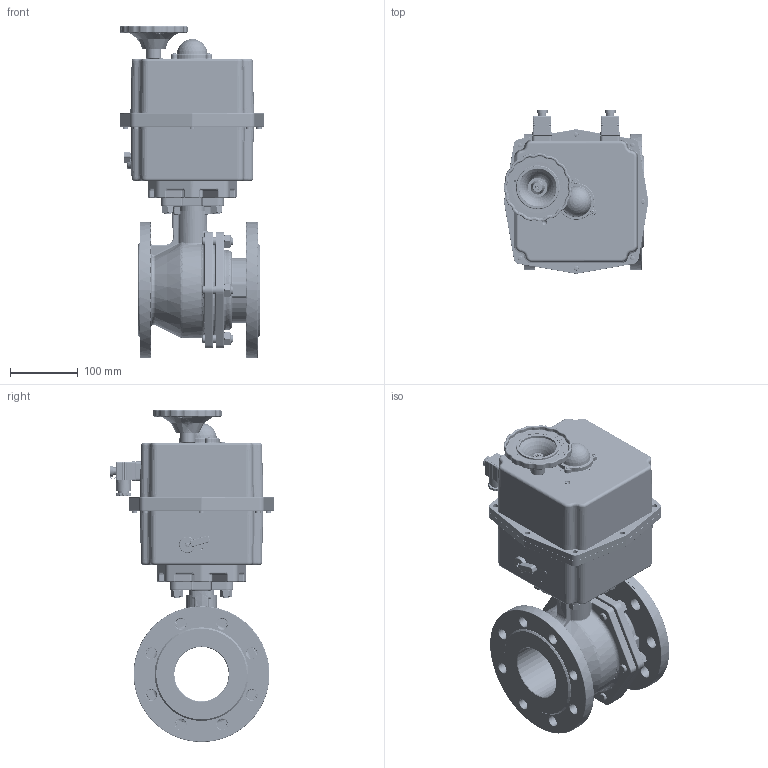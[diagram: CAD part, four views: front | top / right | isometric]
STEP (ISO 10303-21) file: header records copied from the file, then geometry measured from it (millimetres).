
FILE_DESCRIPTION(('HOOPS Exchange Step'),'2;1');
FILE_NAME('EK05_DN80.stp','2025-05-20T08:32:02+02:00',('nieru'),('Unknown organisation'),'HOOPS Exchange 2024.2','HOOPS Exchange','Unknown authorisation');
FILE_SCHEMA( ('AP203_CONFIGURATION_CONTROLLED_3D_DESIGN_OF_MECHANICAL_PARTS_AND_ASSEMBLIES_MIM_LF') );
Length unit declared in the file: millimetre
Products named in the file (4): 0; root
Assembly tree (3 placements, depth 3):
  root
    0
      0
      0
Bounding box: 213.48 x 240.84 x 488.88 mm (x, y, z)
Volume: 8353176.9 mm3; surface area: 812133.9 mm2
Topology: 101 solids, 101 shells, 5426 faces, 13460 edges, 8237 vertices
Faces by surface type: cylinder 1877, plane 1326, torus 1047, bspline 760, cone 333, sphere 83
Full cylindrical faces by diameter (mm): 6.76 x1, 10 x4, 11 x6, 12 x6, 16.5 x2, 22 x2, 22.351 x1, 37.5 x1, 38.651 x2, 41.402 x1, 43.992 x1, 44.979 x1, 45.651 x1, 50.729 x1, 80 x1, 138 x1
Entity records: 311764 total; most frequent: CARTESIAN_POINT 193094, ORIENTED_EDGE 26704, DIRECTION 21862, EDGE_CURVE 13352, AXIS2_PLACEMENT_3D 8884, VERTEX_POINT 8237, EDGE_LOOP 5753, FACE_BOUND 5753
